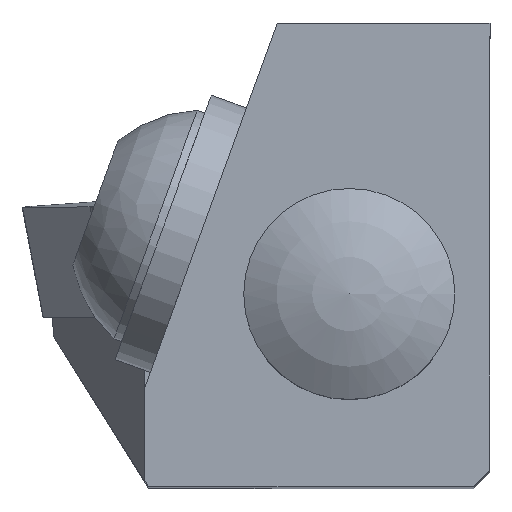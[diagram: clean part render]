
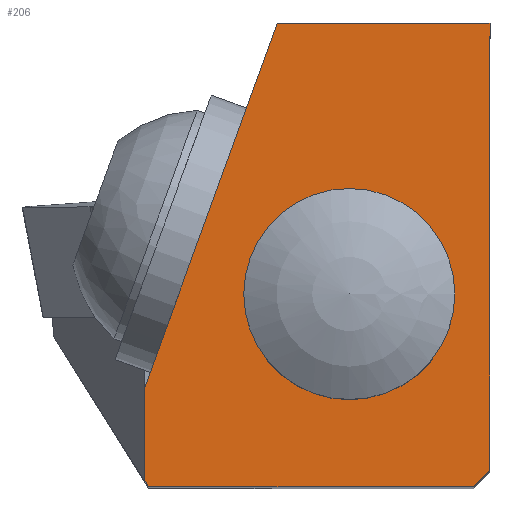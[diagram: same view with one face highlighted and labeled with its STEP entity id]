
A CAD part, top view. The second image highlights one B-rep face of the part: STEP entity #206.
In plain terms, the highlighted planar face has unit normal (0, 0, 1).
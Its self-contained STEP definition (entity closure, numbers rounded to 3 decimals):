
#121=FACE_BOUND('',#315,.T.);
#122=FACE_BOUND('',#316,.T.);
#165=CIRCLE('',#967,2.5);
#206=ADVANCED_FACE('',(#121,#122),#256,.T.);
#256=PLANE('',#968);
#315=EDGE_LOOP('',(#444));
#316=EDGE_LOOP('',(#445,#446,#447,#448,#449,#450,#451));
#444=ORIENTED_EDGE('',*,*,#691,.F.);
#445=ORIENTED_EDGE('',*,*,#690,.F.);
#446=ORIENTED_EDGE('',*,*,#679,.F.);
#447=ORIENTED_EDGE('',*,*,#692,.T.);
#448=ORIENTED_EDGE('',*,*,#693,.F.);
#449=ORIENTED_EDGE('',*,*,#688,.T.);
#450=ORIENTED_EDGE('',*,*,#674,.T.);
#451=ORIENTED_EDGE('',*,*,#685,.T.);
#596=VERTEX_POINT('',#1357);
#597=VERTEX_POINT('',#1359);
#599=VERTEX_POINT('',#1366);
#600=VERTEX_POINT('',#1368);
#603=VERTEX_POINT('',#1379);
#605=VERTEX_POINT('',#1387);
#606=VERTEX_POINT('',#1393);
#607=VERTEX_POINT('',#1395);
#674=EDGE_CURVE('',#597,#596,#772,.T.);
#679=EDGE_CURVE('',#599,#600,#776,.T.);
#685=EDGE_CURVE('',#596,#603,#782,.T.);
#688=EDGE_CURVE('',#605,#597,#785,.T.);
#690=EDGE_CURVE('',#600,#603,#787,.T.);
#691=EDGE_CURVE('',#606,#606,#165,.T.);
#692=EDGE_CURVE('',#599,#607,#788,.T.);
#693=EDGE_CURVE('',#605,#607,#789,.T.);
#772=LINE('',#1358,#840);
#776=LINE('',#1367,#844);
#782=LINE('',#1380,#850);
#785=LINE('',#1386,#853);
#787=LINE('',#1390,#855);
#788=LINE('',#1394,#856);
#789=LINE('',#1396,#857);
#840=VECTOR('',#1087,1.);
#844=VECTOR('',#1095,1.);
#850=VECTOR('',#1107,1.);
#853=VECTOR('',#1114,1.);
#855=VECTOR('',#1118,1.);
#856=VECTOR('',#1123,1.);
#857=VECTOR('',#1124,1.);
#967=AXIS2_PLACEMENT_3D('',#1392,#1121,#1122);
#968=AXIS2_PLACEMENT_3D('',#1397,#1125,#1126);
#1087=DIRECTION('',(-0.342,-0.94,0.));
#1095=DIRECTION('',(-1.,0.,0.));
#1107=DIRECTION('',(0.,-1.,0.));
#1114=DIRECTION('',(-1.,0.,0.));
#1118=DIRECTION('',(-0.53,0.848,0.));
#1121=DIRECTION('',(0.,0.,1.));
#1122=DIRECTION('',(1.,0.,0.));
#1123=DIRECTION('',(0.707,0.707,0.));
#1124=DIRECTION('',(0.,-1.,0.));
#1125=DIRECTION('',(0.,0.,1.));
#1126=DIRECTION('',(1.,0.,0.));
#1357=CARTESIAN_POINT('',(-14.75,4.151,-8.));
#1358=CARTESIAN_POINT('',(-9.073,19.75,-8.));
#1359=CARTESIAN_POINT('',(-9.073,19.75,-8.));
#1366=CARTESIAN_POINT('',(-0.7,0.,-8.));
#1367=CARTESIAN_POINT('',(-12.5,0.,-8.));
#1368=CARTESIAN_POINT('',(-14.558,0.,-8.));
#1379=CARTESIAN_POINT('',(-14.75,0.307,-8.));
#1380=CARTESIAN_POINT('',(-14.75,4.151,-8.));
#1386=CARTESIAN_POINT('',(0.,19.75,-8.));
#1387=CARTESIAN_POINT('',(0.,19.75,-8.));
#1390=CARTESIAN_POINT('',(-14.558,0.,-8.));
#1392=CARTESIAN_POINT('',(-6.,8.2,-8.));
#1393=CARTESIAN_POINT('',(-3.5,8.2,-8.));
#1394=CARTESIAN_POINT('',(-0.35,0.35,-8.));
#1395=CARTESIAN_POINT('',(0.,0.7,-8.));
#1396=CARTESIAN_POINT('',(0.,12.5,-8.));
#1397=CARTESIAN_POINT('',(-12.5,12.5,-8.));
